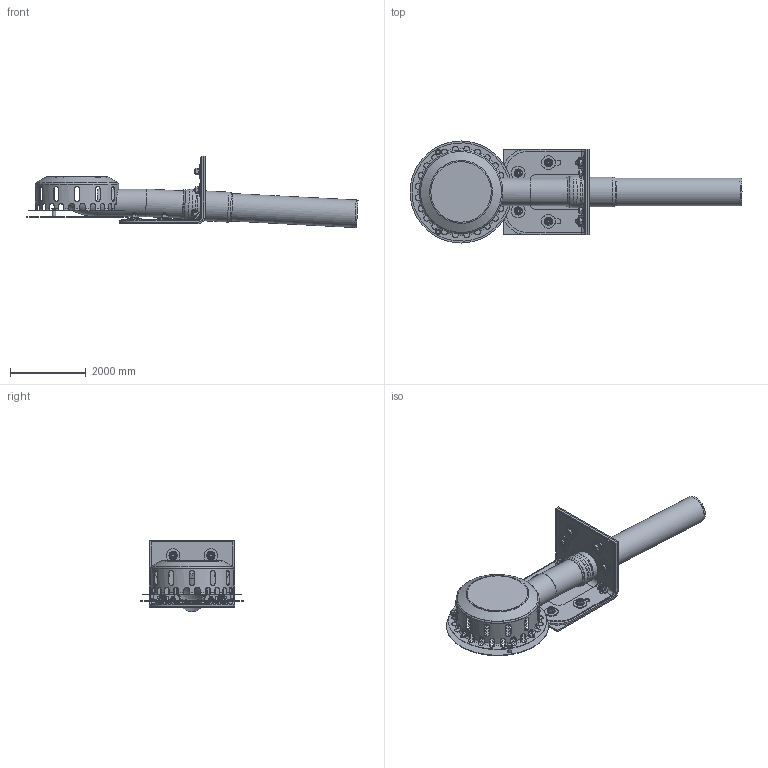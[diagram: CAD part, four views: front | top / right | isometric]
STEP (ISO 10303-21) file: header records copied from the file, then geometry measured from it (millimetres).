
FILE_DESCRIPTION(/* description */ (''),/* implementation_level */ '2;1');
FILE_NAME(/* name */ '01341.070X_3D.stp',/* time_stamp */ '2024-12-11T13:24:31+01:00',/* author */ ('CAD'),/* organization */ (''),/* preprocessor_version */ 'ST-DEVELOPER v20',/* originating_system */ 'AutoCAD Mechanical',/* authorisation */ '');
FILE_SCHEMA (('AUTOMOTIVE_DESIGN { 1 0 10303 214 3 1 1 }'));
Length unit declared in the file: centimetre
Products named in the file (1): Product
Bounding box: 8779.9 x 2700 x 1880.86 mm (x, y, z)
Volume: 1294625180.3 mm3; surface area: 115070633.6 mm2
Topology: 40 solids, 40 shells, 2314 faces, 6544 edges, 4268 vertices
Faces by surface type: plane 1732, cone 310, cylinder 192, torus 74, bspline 6
Full cylindrical faces by diameter (mm): 60 x2, 80 x2, 83.76 x10, 99.999 x8, 100 x4, 120 x10, 365 x8, 700 x1, 706 x2, 730 x4, 762 x1, 792 x2, 810 x1, 812 x1, 842 x1, 2180 x1, 2200 x1, 2700 x1
Entity records: 81379 total; most frequent: CARTESIAN_POINT 20049, ORIENTED_EDGE 13088, DIRECTION 11462, EDGE_CURVE 6544, LINE 5232, VECTOR 5232, VERTEX_POINT 4268, EDGE_LOOP 3140
